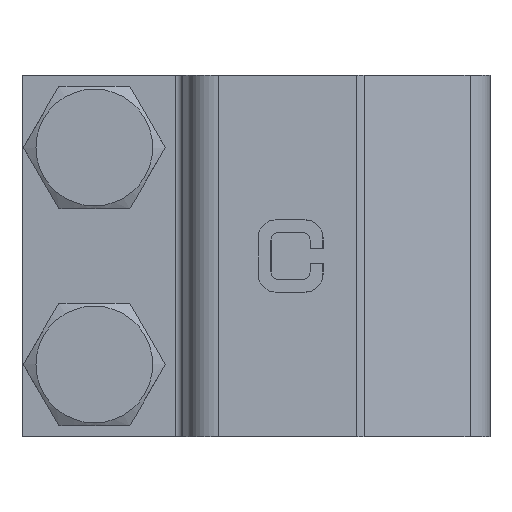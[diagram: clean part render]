
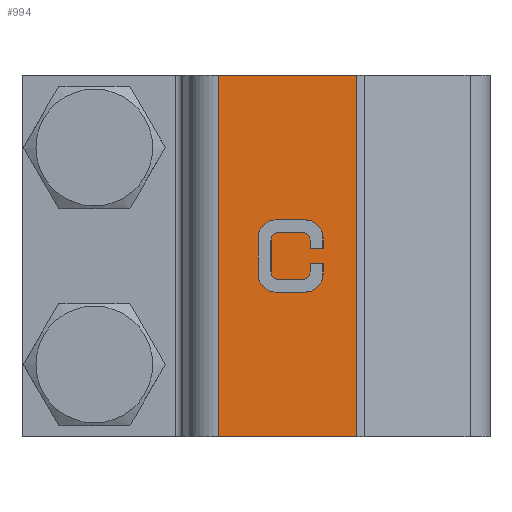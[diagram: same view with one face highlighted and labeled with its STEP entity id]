
A CAD part, left-side view. The second image highlights one B-rep face of the part: STEP entity #994.
In plain terms, the highlighted planar face has unit normal (-0.999, -0.052, 0).
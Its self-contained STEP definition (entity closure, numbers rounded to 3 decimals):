
#994=ADVANCED_FACE('',(#2391,#2393),#2395,.T.);
#2391=FACE_BOUND('',#2392,.T.);
#2392=EDGE_LOOP('',(#3339,#3340,#3341,#3342));
#2393=FACE_BOUND('',#2394,.T.);
#2394=EDGE_LOOP('',(#3343,#3344,#3345,#3346,#3347,#3348,#3349,#3350,#3351,#3352,
#3353,#3354,#3355,#3356,#3357,#3358,#3359,#3360,#3361,#3362));
#2395=PLANE('',#2396);
#2396=AXIS2_PLACEMENT_3D('',#2397,#2398,#2399);
#2397=CARTESIAN_POINT('',(-26.343,-9.496,0.));
#2398=DIRECTION('',(-0.999,-0.052,0.));
#2399=DIRECTION('',(0.,0.,1.));
#3339=ORIENTED_EDGE('',*,*,#3884,.T.);
#3340=ORIENTED_EDGE('',*,*,#3869,.T.);
#3341=ORIENTED_EDGE('',*,*,#3863,.T.);
#3342=ORIENTED_EDGE('',*,*,#3865,.T.);
#3343=ORIENTED_EDGE('',*,*,#3885,.T.);
#3344=ORIENTED_EDGE('',*,*,#3886,.T.);
#3345=ORIENTED_EDGE('',*,*,#3887,.T.);
#3346=ORIENTED_EDGE('',*,*,#3888,.T.);
#3347=ORIENTED_EDGE('',*,*,#3889,.T.);
#3348=ORIENTED_EDGE('',*,*,#3890,.T.);
#3349=ORIENTED_EDGE('',*,*,#3891,.T.);
#3350=ORIENTED_EDGE('',*,*,#3892,.T.);
#3351=ORIENTED_EDGE('',*,*,#3893,.T.);
#3352=ORIENTED_EDGE('',*,*,#3894,.T.);
#3353=ORIENTED_EDGE('',*,*,#3895,.T.);
#3354=ORIENTED_EDGE('',*,*,#3896,.T.);
#3355=ORIENTED_EDGE('',*,*,#3897,.T.);
#3356=ORIENTED_EDGE('',*,*,#3898,.T.);
#3357=ORIENTED_EDGE('',*,*,#3899,.T.);
#3358=ORIENTED_EDGE('',*,*,#3900,.T.);
#3359=ORIENTED_EDGE('',*,*,#3901,.T.);
#3360=ORIENTED_EDGE('',*,*,#3902,.T.);
#3361=ORIENTED_EDGE('',*,*,#3903,.T.);
#3362=ORIENTED_EDGE('',*,*,#3904,.T.);
#3863=EDGE_CURVE('',#4305,#4295,#4385,.T.);
#3865=EDGE_CURVE('',#4295,#4387,#4389,.T.);
#3869=EDGE_CURVE('',#4391,#4305,#4395,.T.);
#3884=EDGE_CURVE('',#4387,#4391,#4419,.T.);
#3885=EDGE_CURVE('',#4420,#4421,#4422,.F.);
#3886=EDGE_CURVE('',#4421,#4423,#4424,.F.);
#3887=EDGE_CURVE('',#4423,#4425,#4426,.F.);
#3888=EDGE_CURVE('',#4425,#4427,#4428,.F.);
#3889=EDGE_CURVE('',#4427,#4429,#4430,.F.);
#3890=EDGE_CURVE('',#4429,#4431,#4432,.F.);
#3891=EDGE_CURVE('',#4431,#4433,#4434,.F.);
#3892=EDGE_CURVE('',#4433,#4435,#4436,.F.);
#3893=EDGE_CURVE('',#4435,#4437,#4438,.F.);
#3894=EDGE_CURVE('',#4437,#4439,#4440,.F.);
#3895=EDGE_CURVE('',#4439,#4441,#4442,.F.);
#3896=EDGE_CURVE('',#4441,#4443,#4444,.F.);
#3897=EDGE_CURVE('',#4443,#4445,#4446,.F.);
#3898=EDGE_CURVE('',#4445,#4447,#4448,.F.);
#3899=EDGE_CURVE('',#4447,#4449,#4450,.F.);
#3900=EDGE_CURVE('',#4449,#4451,#4452,.F.);
#3901=EDGE_CURVE('',#4451,#4453,#4454,.F.);
#3902=EDGE_CURVE('',#4453,#4455,#4456,.F.);
#3903=EDGE_CURVE('',#4455,#4457,#4458,.F.);
#3904=EDGE_CURVE('',#4457,#4420,#4459,.F.);
#4295=VERTEX_POINT('',#6242);
#4305=VERTEX_POINT('',#6268);
#4385=LINE('',#6467,#6468);
#4387=VERTEX_POINT('',#6471);
#4389=LINE('',#6475,#6476);
#4391=VERTEX_POINT('',#6481);
#4395=LINE('',#6489,#6490);
#4419=LINE('',#6548,#6549);
#4420=VERTEX_POINT('',#6551);
#4421=VERTEX_POINT('',#6552);
#4422=LINE('',#6553,#6554);
#4423=VERTEX_POINT('',#6556);
#4424=CIRCLE('',#6557,2.5);
#4425=VERTEX_POINT('',#6561);
#4426=LINE('',#6562,#6563);
#4427=VERTEX_POINT('',#6565);
#4428=CIRCLE('',#6566,2.5);
#4429=VERTEX_POINT('',#6570);
#4430=LINE('',#6571,#6572);
#4431=VERTEX_POINT('',#6574);
#4432=CIRCLE('',#6575,2.5);
#4433=VERTEX_POINT('',#6579);
#4434=LINE('',#6580,#6581);
#4435=VERTEX_POINT('',#6583);
#4436=LINE('',#6584,#6585);
#4437=VERTEX_POINT('',#6587);
#4438=LINE('',#6588,#6589);
#4439=VERTEX_POINT('',#6591);
#4440=CIRCLE('',#6592,1.);
#4441=VERTEX_POINT('',#6596);
#4442=LINE('',#6597,#6598);
#4443=VERTEX_POINT('',#6600);
#4444=CIRCLE('',#6601,1.);
#4445=VERTEX_POINT('',#6605);
#4446=LINE('',#6606,#6607);
#4447=VERTEX_POINT('',#6609);
#4448=CIRCLE('',#6610,1.);
#4449=VERTEX_POINT('',#6614);
#4450=LINE('',#6615,#6616);
#4451=VERTEX_POINT('',#6618);
#4452=CIRCLE('',#6619,1.);
#4453=VERTEX_POINT('',#6623);
#4454=LINE('',#6624,#6625);
#4455=VERTEX_POINT('',#6627);
#4456=LINE('',#6628,#6629);
#4457=VERTEX_POINT('',#6631);
#4458=LINE('',#6632,#6633);
#4459=CIRCLE('',#6635,2.5);
#6242=CARTESIAN_POINT('',(-25.417,-27.176,0.));
#6268=CARTESIAN_POINT('',(-25.417,-27.176,50.));
#6467=CARTESIAN_POINT('',(-25.417,-27.176,50.));
#6468=VECTOR('',#6469,1.);
#6469=DIRECTION('',(0.,0.,-1.));
#6471=CARTESIAN_POINT('',(-24.416,-46.273,0.));
#6475=CARTESIAN_POINT('',(-25.417,-27.176,0.));
#6476=VECTOR('',#6477,1.);
#6477=DIRECTION('',(0.052,-0.999,0.));
#6481=CARTESIAN_POINT('',(-24.416,-46.273,50.));
#6489=CARTESIAN_POINT('',(-24.416,-46.273,50.));
#6490=VECTOR('',#6491,1.);
#6491=DIRECTION('',(-0.052,0.999,0.));
#6548=CARTESIAN_POINT('',(-24.416,-46.273,0.));
#6549=VECTOR('',#6550,1.);
#6550=DIRECTION('',(0.,0.,1.));
#6551=CARTESIAN_POINT('',(-24.791,-39.126,19.998));
#6552=CARTESIAN_POINT('',(-25.,-35.132,19.998));
#6553=CARTESIAN_POINT('',(-25.,-35.132,19.998));
#6554=VECTOR('',#6555,1.);
#6555=DIRECTION('',(0.052,-0.999,0.));
#6556=CARTESIAN_POINT('',(-25.131,-32.635,22.498));
#6557=AXIS2_PLACEMENT_3D('',#6558,#6559,#6560);
#6558=CARTESIAN_POINT('',(-25.,-35.132,22.498));
#6559=DIRECTION('',(-0.999,-0.052,0.));
#6560=DIRECTION('',(-0.052,0.999,0.));
#6561=CARTESIAN_POINT('',(-25.131,-32.635,27.502));
#6562=CARTESIAN_POINT('',(-25.131,-32.635,27.502));
#6563=VECTOR('',#6564,1.);
#6564=DIRECTION('',(0.,0.,-1.));
#6565=CARTESIAN_POINT('',(-25.,-35.132,30.002));
#6566=AXIS2_PLACEMENT_3D('',#6567,#6568,#6569);
#6567=CARTESIAN_POINT('',(-25.,-35.132,27.502));
#6568=DIRECTION('',(-0.999,-0.052,0.));
#6569=DIRECTION('',(0.,0.,1.));
#6570=CARTESIAN_POINT('',(-24.791,-39.126,30.002));
#6571=CARTESIAN_POINT('',(-24.791,-39.126,30.002));
#6572=VECTOR('',#6573,1.);
#6573=DIRECTION('',(-0.052,0.999,0.));
#6574=CARTESIAN_POINT('',(-24.66,-41.623,27.502));
#6575=AXIS2_PLACEMENT_3D('',#6576,#6577,#6578);
#6576=CARTESIAN_POINT('',(-24.791,-39.126,27.502));
#6577=DIRECTION('',(-0.999,-0.052,0.));
#6578=DIRECTION('',(0.052,-0.999,0.));
#6579=CARTESIAN_POINT('',(-24.66,-41.623,26.));
#6580=CARTESIAN_POINT('',(-24.66,-41.623,26.));
#6581=VECTOR('',#6582,1.);
#6582=DIRECTION('',(0.,0.,1.));
#6583=CARTESIAN_POINT('',(-24.754,-39.825,26.));
#6584=CARTESIAN_POINT('',(-24.754,-39.825,26.));
#6585=VECTOR('',#6586,1.);
#6586=DIRECTION('',(0.052,-0.999,0.));
#6587=CARTESIAN_POINT('',(-24.754,-39.825,27.202));
#6588=CARTESIAN_POINT('',(-24.754,-39.825,27.202));
#6589=VECTOR('',#6590,1.);
#6590=DIRECTION('',(0.,0.,-1.));
#6591=CARTESIAN_POINT('',(-24.806,-38.827,28.202));
#6592=AXIS2_PLACEMENT_3D('',#6593,#6594,#6595);
#6593=CARTESIAN_POINT('',(-24.806,-38.827,27.202));
#6594=DIRECTION('',(0.999,0.052,0.));
#6595=DIRECTION('',(0.,0.,1.));
#6596=CARTESIAN_POINT('',(-24.984,-35.431,28.202));
#6597=CARTESIAN_POINT('',(-24.984,-35.431,28.202));
#6598=VECTOR('',#6599,1.);
#6599=DIRECTION('',(0.052,-0.999,0.));
#6600=CARTESIAN_POINT('',(-25.037,-34.433,27.202));
#6601=AXIS2_PLACEMENT_3D('',#6602,#6603,#6604);
#6602=CARTESIAN_POINT('',(-24.984,-35.431,27.202));
#6603=DIRECTION('',(0.999,0.052,0.));
#6604=DIRECTION('',(-0.052,0.999,0.));
#6605=CARTESIAN_POINT('',(-25.037,-34.433,22.798));
#6606=CARTESIAN_POINT('',(-25.037,-34.433,22.798));
#6607=VECTOR('',#6608,1.);
#6608=DIRECTION('',(0.,0.,1.));
#6609=CARTESIAN_POINT('',(-24.984,-35.431,21.798));
#6610=AXIS2_PLACEMENT_3D('',#6611,#6612,#6613);
#6611=CARTESIAN_POINT('',(-24.984,-35.431,22.798));
#6612=DIRECTION('',(0.999,0.052,0.));
#6613=DIRECTION('',(0.,0.,-1.));
#6614=CARTESIAN_POINT('',(-24.806,-38.827,21.798));
#6615=CARTESIAN_POINT('',(-24.806,-38.827,21.798));
#6616=VECTOR('',#6617,1.);
#6617=DIRECTION('',(-0.052,0.999,0.));
#6618=CARTESIAN_POINT('',(-24.754,-39.825,22.798));
#6619=AXIS2_PLACEMENT_3D('',#6620,#6621,#6622);
#6620=CARTESIAN_POINT('',(-24.806,-38.827,22.798));
#6621=DIRECTION('',(0.999,0.052,0.));
#6622=DIRECTION('',(0.052,-0.999,0.));
#6623=CARTESIAN_POINT('',(-24.754,-39.825,24.));
#6624=CARTESIAN_POINT('',(-24.754,-39.825,24.));
#6625=VECTOR('',#6626,1.);
#6626=DIRECTION('',(0.,0.,-1.));
#6627=CARTESIAN_POINT('',(-24.66,-41.623,24.));
#6628=CARTESIAN_POINT('',(-24.66,-41.623,24.));
#6629=VECTOR('',#6630,1.);
#6630=DIRECTION('',(-0.052,0.999,0.));
#6631=CARTESIAN_POINT('',(-24.66,-41.623,22.498));
#6632=CARTESIAN_POINT('',(-24.66,-41.623,22.498));
#6633=VECTOR('',#6634,1.);
#6634=DIRECTION('',(0.,0.,1.));
#6635=AXIS2_PLACEMENT_3D('',#6636,#6637,#6638);
#6636=CARTESIAN_POINT('',(-24.791,-39.126,22.498));
#6637=DIRECTION('',(-0.999,-0.052,0.));
#6638=DIRECTION('',(0.,0.,-1.));
